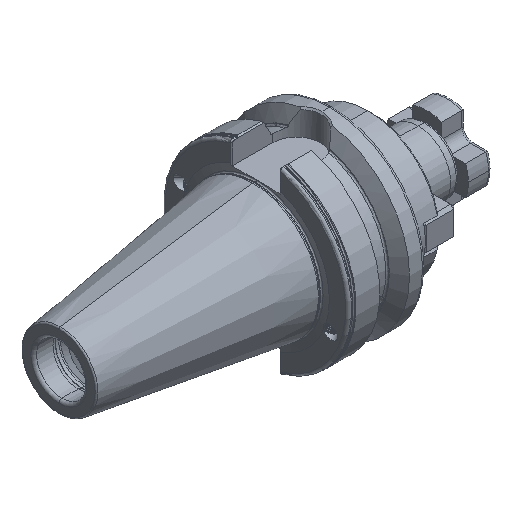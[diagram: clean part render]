
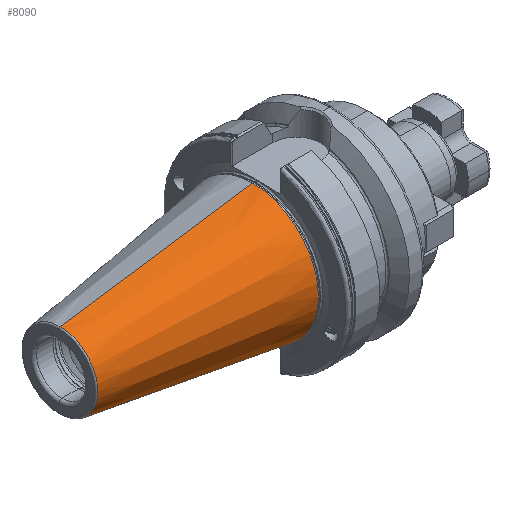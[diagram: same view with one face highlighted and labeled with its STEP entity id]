
A CAD part, isometric view. The second image highlights one B-rep face of the part: STEP entity #8090.
In plain terms, the highlighted conical face has half-angle 8.297 degrees and reference radius 22.24 mm.
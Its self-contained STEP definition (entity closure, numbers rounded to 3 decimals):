
#1488 = CARTESIAN_POINT ( 'NONE',  ( -0.9, 0., -22.24 ) ) ;
#1517 = DIRECTION ( 'NONE',  ( 0.99, 0., -0.144 ) ) ;
#2434 = EDGE_CURVE ( 'NONE', #31157, #31182, #5760, .T. ) ;
#2483 = EDGE_CURVE ( 'NONE', #28777, #31147, #3929, .T. ) ;
#3929 = LINE ( 'NONE', #17806, #3930 ) ;
#3930 = VECTOR ( 'NONE', #17827, 1000. ) ;
#5760 = LINE ( 'NONE', #1488, #5780 ) ;
#5780 = VECTOR ( 'NONE', #1517, 1000. ) ;
#7779 = ORIENTED_EDGE ( 'NONE', *, *, #2483, .F. ) ;
#7798 = ORIENTED_EDGE ( 'NONE', *, *, #2434, .T. ) ;
#7805 = ORIENTED_EDGE ( 'NONE', *, *, #13932, .F. ) ;
#7816 = ORIENTED_EDGE ( 'NONE', *, *, #13833, .T. ) ;
#8090 = ADVANCED_FACE ( 'NONE', ( #9381 ), #9326, .T. ) ;
#9033 = CIRCLE ( 'NONE', #29190, 12.75 ) ;
#9129 = CIRCLE ( 'NONE', #29207, 22.24 ) ;
#9326 = CONICAL_SURFACE ( 'NONE', #14428, 22.24, 0.145 ) ;
#9381 = FACE_OUTER_BOUND ( 'NONE', #13328, .T. ) ;
#13328 = EDGE_LOOP ( 'NONE', ( #7779, #7816, #7798, #7805 ) ) ;
#13833 = EDGE_CURVE ( 'NONE', #28777, #31157, #9033, .T. ) ;
#13932 = EDGE_CURVE ( 'NONE', #31147, #31182, #9129, .T. ) ;
#14428 = AXIS2_PLACEMENT_3D ( 'NONE', #23877, #23906, #23878 ) ;
#17806 = CARTESIAN_POINT ( 'NONE',  ( -0.9, 0., 22.24 ) ) ;
#17827 = DIRECTION ( 'NONE',  ( 0.99, 0., 0.144 ) ) ;
#18416 = CARTESIAN_POINT ( 'NONE',  ( -65.972, 0., 12.75 ) ) ;
#18553 = CARTESIAN_POINT ( 'NONE',  ( -0.9, 0., 22.24 ) ) ;
#18643 = CARTESIAN_POINT ( 'NONE',  ( -65.972, 0., -12.75 ) ) ;
#18648 = CARTESIAN_POINT ( 'NONE',  ( -0.9, 0., -22.24 ) ) ;
#21064 = DIRECTION ( 'NONE',  ( 0., 0., -1. ) ) ;
#21077 = CARTESIAN_POINT ( 'NONE',  ( -65.972, 0., 0. ) ) ;
#21086 = DIRECTION ( 'NONE',  ( 1., 0., 0. ) ) ;
#21428 = CARTESIAN_POINT ( 'NONE',  ( -0.9, 0., 0. ) ) ;
#21432 = DIRECTION ( 'NONE',  ( 0., 0., -1. ) ) ;
#21444 = DIRECTION ( 'NONE',  ( 1., 0., 0. ) ) ;
#23877 = CARTESIAN_POINT ( 'NONE',  ( -0.9, 0., 0. ) ) ;
#23878 = DIRECTION ( 'NONE',  ( 0., 0., -1. ) ) ;
#23906 = DIRECTION ( 'NONE',  ( 1., 0., 0. ) ) ;
#28777 = VERTEX_POINT ( 'NONE', #18416 ) ;
#29190 = AXIS2_PLACEMENT_3D ( 'NONE', #21077, #21086, #21064 ) ;
#29207 = AXIS2_PLACEMENT_3D ( 'NONE', #21428, #21444, #21432 ) ;
#31147 = VERTEX_POINT ( 'NONE', #18553 ) ;
#31157 = VERTEX_POINT ( 'NONE', #18643 ) ;
#31182 = VERTEX_POINT ( 'NONE', #18648 ) ;
